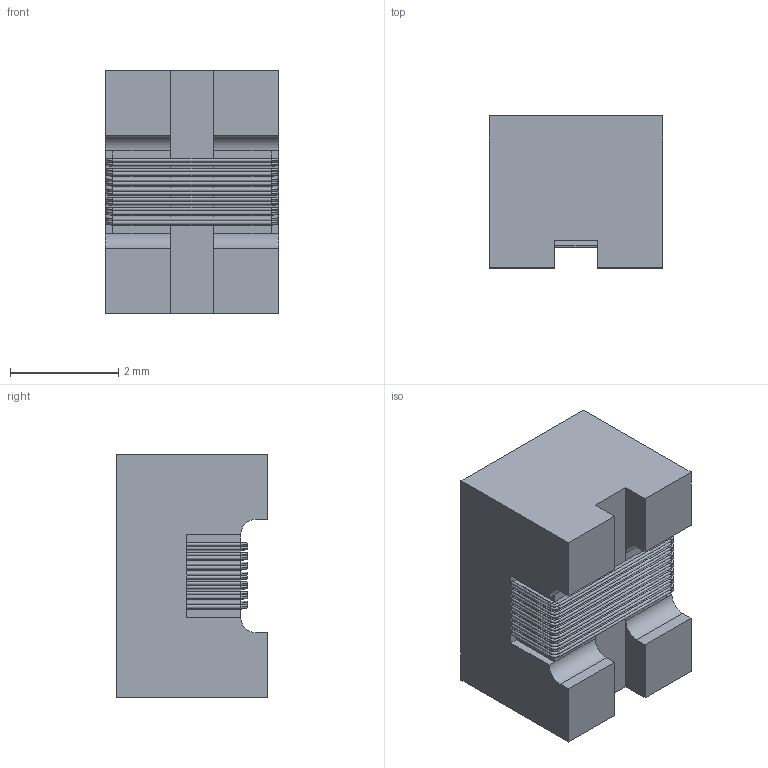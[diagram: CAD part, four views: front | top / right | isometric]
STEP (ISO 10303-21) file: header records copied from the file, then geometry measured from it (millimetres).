
FILE_DESCRIPTION(('STEP AP242'),'1');
FILE_NAME('srf4532-110y.stp','2024-02-04T14:47:31',('TraceParts'),('TraceParts S.A.'),'Spatial InterOp 3D',' ',' ');
FILE_SCHEMA(('AP242_MANAGED_MODEL_BASED_3D_ENGINEERING_MIM_LF {1 0 10303 442 1 1 4}'));
Length unit declared in the file: millimetre
Products named in the file (1): srf4532-110y
Bounding box: 3.2 x 2.8 x 4.5 mm (x, y, z)
Volume: 36.2 mm3; surface area: 91.1 mm2
Topology: 1 solids, 1 shells, 338 faces, 878 edges, 458 vertices
Faces by surface type: plane 173, torus 56, cone 56, cylinder 53
Entity records: 11724 total; most frequent: DIRECTION 1746, ORIENTED_EDGE 1644, CARTESIAN_POINT 1619, EDGE_CURVE 822, AXIS2_PLACEMENT_3D 585, LINE 576, VECTOR 576, VERTEX_POINT 458
